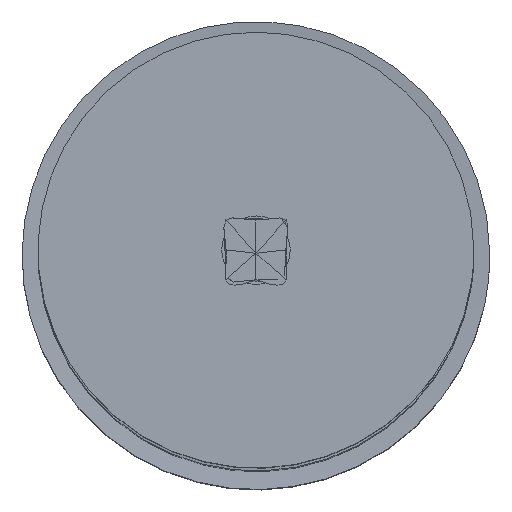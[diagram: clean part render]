
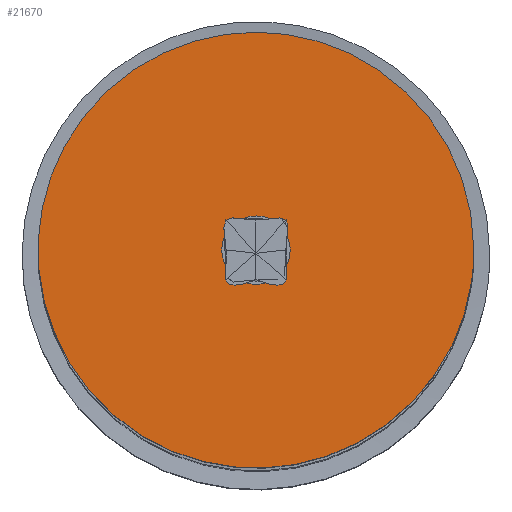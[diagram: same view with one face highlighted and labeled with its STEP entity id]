
A CAD part, top view. The second image highlights one B-rep face of the part: STEP entity #21670.
In plain terms, the highlighted planar face has unit normal (0, 0, 1).
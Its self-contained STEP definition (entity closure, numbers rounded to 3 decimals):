
#21210 = CARTESIAN_POINT ('', (0.785, 0., 142.238));
#21220 = VERTEX_POINT ('', #21210);
#21230 = CARTESIAN_POINT ('', (0.785, 0., 142.238));
#21240 = CARTESIAN_POINT ('', (0.785, 0.785, 142.238));
#21250 = CARTESIAN_POINT ('', (0., 0.785, 142.238));
#21260 = CARTESIAN_POINT ('', (-0.785, 0.785, 142.238));
#21270 = CARTESIAN_POINT ('', (-0.785, 0., 142.238));
#21280 = CARTESIAN_POINT ('', (-0.785, -0.785, 142.238));
#21290 = CARTESIAN_POINT ('', (0., -0.785, 142.238));
#21300 = CARTESIAN_POINT ('', (0.785, -0.785, 142.238));
#21310 = CARTESIAN_POINT ('', (0.785, 0., 142.238));
#21320 = (
   BOUNDED_CURVE ()
   B_SPLINE_CURVE (2, (#21230, #21240, #21250, #21260, #21270, #21280, #21290, #21300, #21310), .UNSPECIFIED., .T., .U.)
   B_SPLINE_CURVE_WITH_KNOTS ((3, 2, 2, 2, 3), (0., 1.571, 3.142, 4.712, 6.283), .UNSPECIFIED.)
   CURVE ()
   GEOMETRIC_REPRESENTATION_ITEM ()
   RATIONAL_B_SPLINE_CURVE ((1., 0.707, 1., 0.707, 1., 0.707, 1., 0.707, 1.))
   REPRESENTATION_ITEM ('')
);
#21330 = EDGE_CURVE ('', #21220, #21220, #21320, .T.);
#21430 = CARTESIAN_POINT ('', (5., 0., 142.238));
#21440 = VERTEX_POINT ('', #21430);
#21450 = CARTESIAN_POINT ('', (5., 0., 142.238));
#21460 = CARTESIAN_POINT ('', (5., 5., 142.238));
#21470 = CARTESIAN_POINT ('', (0., 5., 142.238));
#21480 = CARTESIAN_POINT ('', (-5., 5., 142.238));
#21490 = CARTESIAN_POINT ('', (-5., 0., 142.238));
#21500 = CARTESIAN_POINT ('', (-5., -5., 142.238));
#21510 = CARTESIAN_POINT ('', (0., -5., 142.238));
#21520 = CARTESIAN_POINT ('', (5., -5., 142.238));
#21530 = CARTESIAN_POINT ('', (5., 0., 142.238));
#21540 = (
   BOUNDED_CURVE ()
   B_SPLINE_CURVE (2, (#21450, #21460, #21470, #21480, #21490, #21500, #21510, #21520, #21530), .UNSPECIFIED., .T., .U.)
   B_SPLINE_CURVE_WITH_KNOTS ((3, 2, 2, 2, 3), (0., 1.571, 3.142, 4.712, 6.283), .UNSPECIFIED.)
   CURVE ()
   GEOMETRIC_REPRESENTATION_ITEM ()
   RATIONAL_B_SPLINE_CURVE ((1., 0.707, 1., 0.707, 1., 0.707, 1., 0.707, 1.))
   REPRESENTATION_ITEM ('')
);
#21550 = EDGE_CURVE ('', #21440, #21440, #21540, .T.);
#21560 = ORIENTED_EDGE ('', *, *, #21550, .T.);
#21570 = EDGE_LOOP ('', (#21560));
#21580 = FACE_OUTER_BOUND ('', #21570, .T.);
#21590 = ORIENTED_EDGE ('', *, *, #21330, .F.);
#21600 = EDGE_LOOP ('', (#21590));
#21610 = FACE_BOUND ('', #21600, .T.);
#21620 = CARTESIAN_POINT ('', (0., 0., 142.238));
#21630 = DIRECTION ('', (0., 0., 1.));
#21640 = DIRECTION ('', (1., 0., 0.));
#21650 = AXIS2_PLACEMENT_3D ('', #21620, #21630, #21640);
#21660 = PLANE ('', #21650);
#21670 = ADVANCED_FACE ('', (#21580, #21610), #21660, .T.);
